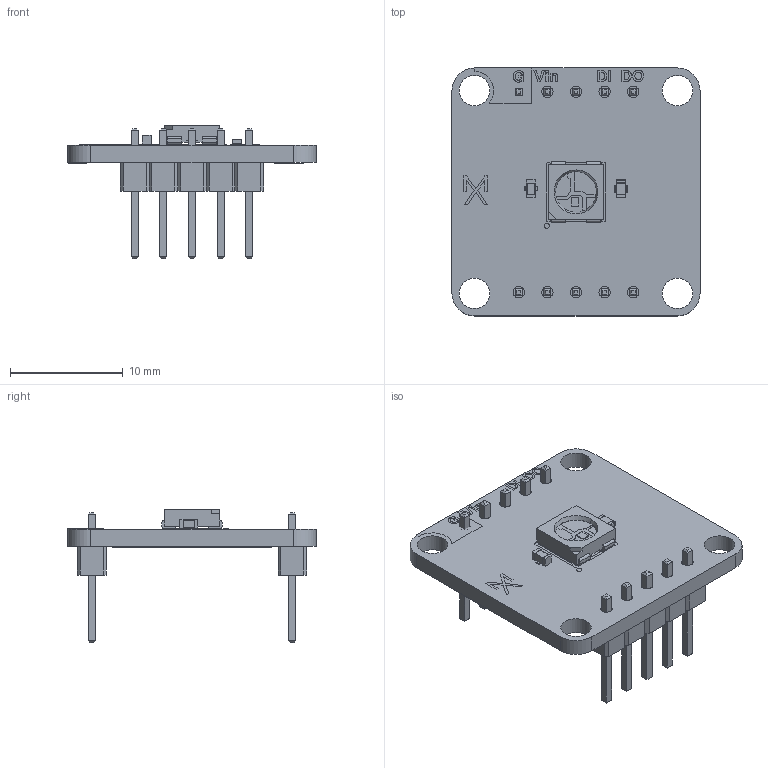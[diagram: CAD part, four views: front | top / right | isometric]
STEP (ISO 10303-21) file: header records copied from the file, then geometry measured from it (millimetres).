
FILE_DESCRIPTION(('KiCad electronic assembly'),'2;1');
FILE_NAME('AX22-0036.step','2025-12-08T18:38:43',('Pcbnew'),('Kicad'), 'Open CASCADE STEP processor 7.8','KiCad to STEP converter','Unknown' );
FILE_SCHEMA(('AUTOMOTIVE_DESIGN { 1 0 10303 214 1 1 1 1 }'));
Length unit declared in the file: millimetre
Products named in the file (7): AX22-0036 1; C_0603_1608Metric; Led_WS2812B_5050; R_0603_1608Metric; PinHeader_1x05_P2.54mm_Vertical; AX22_NeoPixel_Single_silkscreen; AX22_NeoPixel_Single_PCB
Assembly tree (7 placements, depth 2):
  AX22-0036 1
    C_0603_1608Metric
    Led_WS2812B_5050
    R_0603_1608Metric
    PinHeader_1x05_P2.54mm_Vertical  x2
    AX22_NeoPixel_Single_silkscreen
    AX22_NeoPixel_Single_PCB
Bounding box: 22 x 22 x 11.84 mm (x, y, z)
Volume: 911.2 mm3; surface area: 1786.7 mm2
Topology: 6 solids, 62 shells, 463 faces, 2568 edges, 2198 vertices
Faces by surface type: plane 404, cylinder 57, cone 2
Full cylindrical faces by diameter (mm): 1 x10, 2.7 x4
Entity records: 24098 total; most frequent: CARTESIAN_POINT 4701, DIRECTION 3317, ORIENTED_EDGE 2993, EDGE_CURVE 2272, VERTEX_POINT 2014, LINE 1901, VECTOR 1901, AXIS2_PLACEMENT_3D 708
